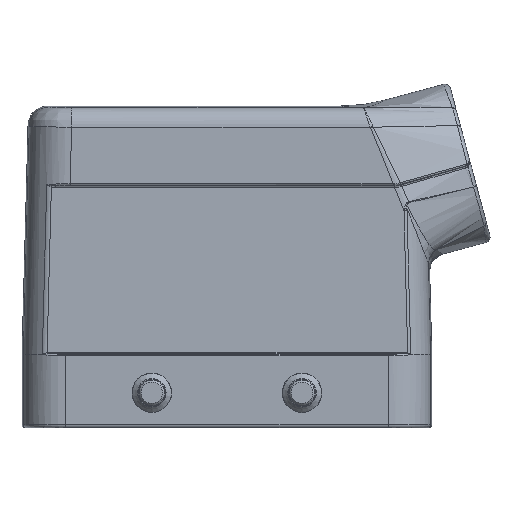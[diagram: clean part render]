
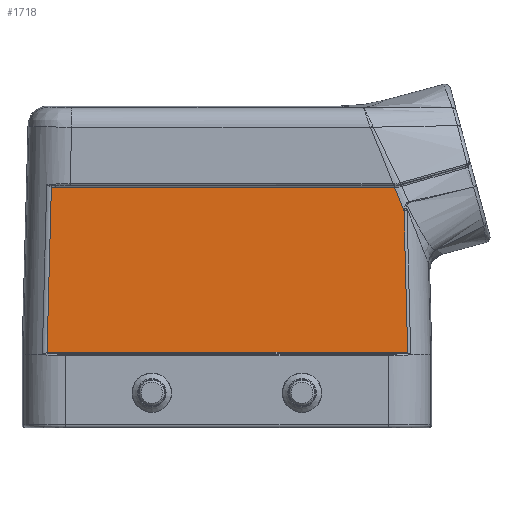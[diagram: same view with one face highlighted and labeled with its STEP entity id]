
A CAD part, front view. The second image highlights one B-rep face of the part: STEP entity #1718.
In plain terms, the highlighted planar face has unit normal (0, -1, 0.015).
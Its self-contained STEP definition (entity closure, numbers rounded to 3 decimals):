
#1231=FACE_OUTER_BOUND('',#2467,.T.);
#1718=ADVANCED_FACE('',(#1231),#2161,.T.);
#2161=PLANE('',#10858);
#2467=EDGE_LOOP('',(#3112,#3113,#3114,#3115,#3116,#3117,#3118,#3119));
#3112=ORIENTED_EDGE('',*,*,#5710,.T.);
#3113=ORIENTED_EDGE('',*,*,#5711,.T.);
#3114=ORIENTED_EDGE('',*,*,#5712,.T.);
#3115=ORIENTED_EDGE('',*,*,#5713,.T.);
#3116=ORIENTED_EDGE('',*,*,#5714,.T.);
#3117=ORIENTED_EDGE('',*,*,#5715,.T.);
#3118=ORIENTED_EDGE('',*,*,#5716,.T.);
#3119=ORIENTED_EDGE('',*,*,#5717,.T.);
#5088=VERTEX_POINT('',#15369);
#5089=VERTEX_POINT('',#15370);
#5090=VERTEX_POINT('',#15375);
#5091=VERTEX_POINT('',#15377);
#5092=VERTEX_POINT('',#15382);
#5093=VERTEX_POINT('',#15384);
#5094=VERTEX_POINT('',#15392);
#5095=VERTEX_POINT('',#15394);
#5710=EDGE_CURVE('',#5088,#5089,#8776,.T.);
#5711=EDGE_CURVE('',#5089,#5090,#7144,.T.);
#5712=EDGE_CURVE('',#5090,#5091,#8777,.T.);
#5713=EDGE_CURVE('',#5091,#5092,#7145,.T.);
#5714=EDGE_CURVE('',#5092,#5093,#8778,.T.);
#5715=EDGE_CURVE('',#5093,#5094,#7146,.T.);
#5716=EDGE_CURVE('',#5094,#5095,#8779,.T.);
#5717=EDGE_CURVE('',#5095,#5088,#7147,.T.);
#7144=B_SPLINE_CURVE_WITH_KNOTS('',3,(#15371,#15372,#15373,#15374),
 .UNSPECIFIED.,.F.,.F.,(4,4),(0.,1.),.UNSPECIFIED.);
#7145=B_SPLINE_CURVE_WITH_KNOTS('',3,(#15378,#15379,#15380,#15381),
 .UNSPECIFIED.,.F.,.F.,(4,4),(0.,1.),.UNSPECIFIED.);
#7146=B_SPLINE_CURVE_WITH_KNOTS('',3,(#15385,#15386,#15387,#15388,#15389,
#15390,#15391),.UNSPECIFIED.,.F.,.F.,(4,3,4),(0.,0.369,1.),
 .UNSPECIFIED.);
#7147=B_SPLINE_CURVE_WITH_KNOTS('',3,(#15395,#15396,#15397,#15398,#15399,
#15400,#15401,#15402,#15403,#15404,#15405,#15406,#15407,#15408,#15409,#15410),
 .UNSPECIFIED.,.F.,.F.,(4,3,3,3,3,4),(0.,0.045,0.339,
0.634,0.909,1.),.UNSPECIFIED.);
#8776=LINE('',#15368,#9323);
#8777=LINE('',#15376,#9324);
#8778=LINE('',#15383,#9325);
#8779=LINE('',#15393,#9326);
#9323=VECTOR('',#11723,1.);
#9324=VECTOR('',#11724,1.);
#9325=VECTOR('',#11725,1.);
#9326=VECTOR('',#11726,1.);
#10858=AXIS2_PLACEMENT_3D('',#15411,#11727,#11728);
#11723=DIRECTION('',(-1.,0.,0.));
#11724=DIRECTION('',(-0.026,-0.015,-1.));
#11725=DIRECTION('',(1.,0.,0.));
#11726=DIRECTION('',(-0.026,0.015,1.));
#11727=DIRECTION('',(0.,-1.,0.015));
#11728=DIRECTION('',(0.,-0.015,-1.));
#15368=CARTESIAN_POINT('',(-30.969,-20.063,33.419));
#15369=CARTESIAN_POINT('',(29.693,-20.063,33.419));
#15370=CARTESIAN_POINT('',(-30.398,-20.063,33.419));
#15371=CARTESIAN_POINT('',(-30.398,-20.063,33.419));
#15372=CARTESIAN_POINT('',(-30.636,-20.063,33.419));
#15373=CARTESIAN_POINT('',(-30.873,-20.063,33.434));
#15374=CARTESIAN_POINT('',(-31.103,-20.062,33.5));
#15375=CARTESIAN_POINT('',(-31.103,-20.062,33.5));
#15376=CARTESIAN_POINT('',(-31.822,-20.471,5.793));
#15377=CARTESIAN_POINT('',(-31.863,-20.495,4.205));
#15378=CARTESIAN_POINT('',(-31.863,-20.495,4.205));
#15379=CARTESIAN_POINT('',(-31.654,-20.494,4.26));
#15380=CARTESIAN_POINT('',(-31.434,-20.494,4.275));
#15381=CARTESIAN_POINT('',(-31.218,-20.494,4.275));
#15382=CARTESIAN_POINT('',(-31.218,-20.494,4.275));
#15383=CARTESIAN_POINT('',(31.764,-20.494,4.275));
#15384=CARTESIAN_POINT('',(31.218,-20.494,4.275));
#15385=CARTESIAN_POINT('',(31.218,-20.494,4.275));
#15386=CARTESIAN_POINT('',(31.317,-20.494,4.275));
#15387=CARTESIAN_POINT('',(31.417,-20.494,4.271));
#15388=CARTESIAN_POINT('',(31.516,-20.494,4.263));
#15389=CARTESIAN_POINT('',(31.684,-20.494,4.248));
#15390=CARTESIAN_POINT('',(31.854,-20.494,4.219));
#15391=CARTESIAN_POINT('',(32.012,-20.495,4.157));
#15392=CARTESIAN_POINT('',(32.012,-20.495,4.157));
#15393=CARTESIAN_POINT('',(32.018,-20.499,3.916));
#15394=CARTESIAN_POINT('',(31.36,-20.124,29.273));
#15395=CARTESIAN_POINT('',(31.36,-20.124,29.273));
#15396=CARTESIAN_POINT('',(31.336,-20.123,29.335));
#15397=CARTESIAN_POINT('',(31.313,-20.122,29.397));
#15398=CARTESIAN_POINT('',(31.289,-20.122,29.459));
#15399=CARTESIAN_POINT('',(31.13,-20.116,29.869));
#15400=CARTESIAN_POINT('',(30.973,-20.109,30.279));
#15401=CARTESIAN_POINT('',(30.813,-20.103,30.688));
#15402=CARTESIAN_POINT('',(30.653,-20.097,31.096));
#15403=CARTESIAN_POINT('',(30.49,-20.091,31.504));
#15404=CARTESIAN_POINT('',(30.324,-20.085,31.911));
#15405=CARTESIAN_POINT('',(30.169,-20.08,32.29));
#15406=CARTESIAN_POINT('',(30.011,-20.074,32.669));
#15407=CARTESIAN_POINT('',(29.852,-20.069,33.046));
#15408=CARTESIAN_POINT('',(29.799,-20.067,33.171));
#15409=CARTESIAN_POINT('',(29.746,-20.065,33.295));
#15410=CARTESIAN_POINT('',(29.693,-20.063,33.419));
#15411=CARTESIAN_POINT('',(36.3,-20.497,4.027));
